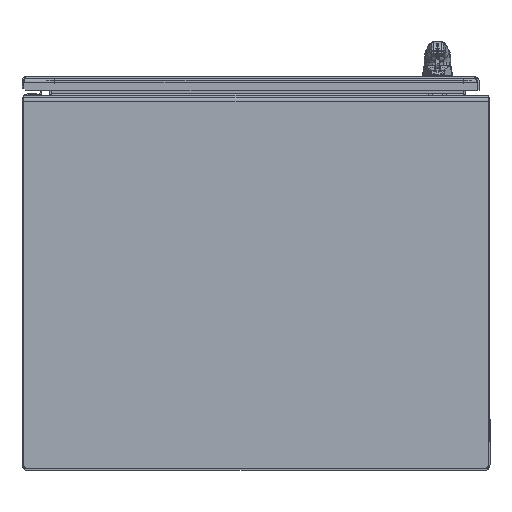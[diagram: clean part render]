
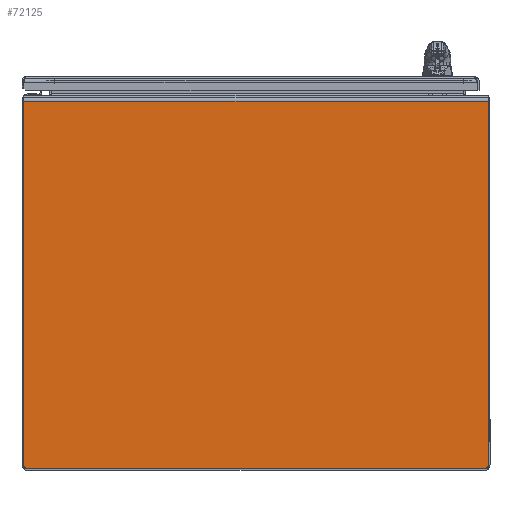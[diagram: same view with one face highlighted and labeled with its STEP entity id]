
A CAD part, front view. The second image highlights one B-rep face of the part: STEP entity #72125.
In plain terms, the highlighted planar face has unit normal (0, -1, 0).
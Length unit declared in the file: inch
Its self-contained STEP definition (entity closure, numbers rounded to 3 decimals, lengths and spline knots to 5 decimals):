
#3157 = VERTEX_POINT ( 'NONE', #15779 ) ;
#4046 = DIRECTION ( 'NONE',  ( 0., 0., 1. ) ) ;
#5644 = EDGE_CURVE ( 'NONE', #73747, #76921, #123239, .T. ) ;
#7114 = CARTESIAN_POINT ( 'NONE',  ( -14.9585, -36.0625, -9.4265 ) ) ;
#9438 = DIRECTION ( 'NONE',  ( 0., -1., 0. ) ) ;
#15779 = CARTESIAN_POINT ( 'NONE',  ( 14.9585, -36.0625, -9.4265 ) ) ;
#23640 = EDGE_CURVE ( 'NONE', #3157, #73747, #198562, .T. ) ;
#30205 = CARTESIAN_POINT ( 'NONE',  ( -14.9585, -36.0625, 2.532 ) ) ;
#32246 = VECTOR ( 'NONE', #91534, 39.37008 ) ;
#41379 = VECTOR ( 'NONE', #102778, 39.37008 ) ;
#53166 = AXIS2_PLACEMENT_3D ( 'NONE', #136040, #9438, #159415 ) ;
#64636 = FACE_OUTER_BOUND ( 'NONE', #215141, .T. ) ;
#72125 = ADVANCED_FACE ( 'NONE', ( #64636 ), #170047, .T. ) ;
#73511 = ORIENTED_EDGE ( 'NONE', *, *, #207734, .T. ) ;
#73747 = VERTEX_POINT ( 'NONE', #149123 ) ;
#76921 = VERTEX_POINT ( 'NONE', #104634 ) ;
#78229 = ORIENTED_EDGE ( 'NONE', *, *, #103710, .T. ) ;
#78403 = ORIENTED_EDGE ( 'NONE', *, *, #5644, .T. ) ;
#91534 = DIRECTION ( 'NONE',  ( -1., 0., 0. ) ) ;
#94152 = VECTOR ( 'NONE', #184289, 39.37008 ) ;
#102778 = DIRECTION ( 'NONE',  ( 0., 0., -1. ) ) ;
#103710 = EDGE_CURVE ( 'NONE', #76921, #120507, #139152, .T. ) ;
#104634 = CARTESIAN_POINT ( 'NONE',  ( -14.9585, -36.0625, 14.2405 ) ) ;
#116903 = VECTOR ( 'NONE', #4046, 39.37008 ) ;
#120507 = VERTEX_POINT ( 'NONE', #7114 ) ;
#123239 = LINE ( 'NONE', #144314, #32246 ) ;
#129451 = CARTESIAN_POINT ( 'NONE',  ( 14.9585, -36.0625, 2.532 ) ) ;
#130436 = LINE ( 'NONE', #201875, #94152 ) ;
#136040 = CARTESIAN_POINT ( 'NONE',  ( 0., -36.0625, 2.532 ) ) ;
#139152 = LINE ( 'NONE', #30205, #41379 ) ;
#144314 = CARTESIAN_POINT ( 'NONE',  ( 0., -36.0625, 14.2405 ) ) ;
#149123 = CARTESIAN_POINT ( 'NONE',  ( 14.9585, -36.0625, 14.2405 ) ) ;
#159415 = DIRECTION ( 'NONE',  ( 0., 0., 1. ) ) ;
#170047 = PLANE ( 'NONE',  #53166 ) ;
#184289 = DIRECTION ( 'NONE',  ( 1., 0., 0. ) ) ;
#192564 = ORIENTED_EDGE ( 'NONE', *, *, #23640, .T. ) ;
#198562 = LINE ( 'NONE', #129451, #116903 ) ;
#201875 = CARTESIAN_POINT ( 'NONE',  ( 0., -36.0625, -9.4265 ) ) ;
#207734 = EDGE_CURVE ( 'NONE', #120507, #3157, #130436, .T. ) ;
#215141 = EDGE_LOOP ( 'NONE', ( #73511, #192564, #78403, #78229 ) ) ;
